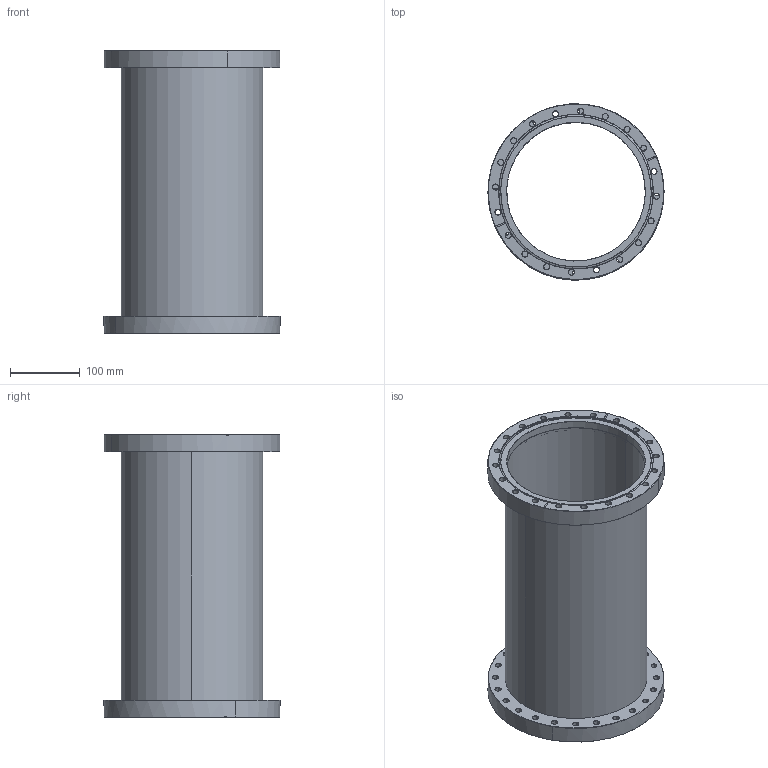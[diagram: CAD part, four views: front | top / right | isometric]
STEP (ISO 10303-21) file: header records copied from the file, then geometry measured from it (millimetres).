
FILE_DESCRIPTION (( 'STEP AP214' ), '1' );
FILE_NAME ('Hositrad_FS200-204R-FullNipple.STEP', '2017-05-08T12:31:59', ( 'Gebruiker' ), ( '' ), 'SwSTEP 2.0', 'SolidWorks 2017', '' );
FILE_SCHEMA (( 'AUTOMOTIVE_DESIGN' ));
Length unit declared in the file: millimetre
Products named in the file (6): NW200CF-Weld_-204; CF200-204-R; CF200-R-outerring; CF200-204-innerring; SF-Tubes-All_FS200-204; Hositrad_FS200-204R-FullNipple
Assembly tree (5 placements, depth 3):
  Hositrad_FS200-204R-FullNipple
    SF-Tubes-All_FS200-204
    CF200-204-R
      CF200-204-innerring
      CF200-R-outerring
    NW200CF-Weld_-204
Bounding box: 253.2 x 253.2 x 406.4 mm (x, y, z)
Volume: 1285818.2 mm3; surface area: 684472.9 mm2
Topology: 4 solids, 4 shells, 293 faces, 700 edges, 417 vertices
Faces by surface type: cone 155, cylinder 112, plane 26
Entity records: 8947 total; most frequent: DIRECTION 1687, CARTESIAN_POINT 1455, ORIENTED_EDGE 1400, EDGE_CURVE 700, AXIS2_PLACEMENT_3D 697, VERTEX_POINT 417, CIRCLE 395, EDGE_LOOP 391
